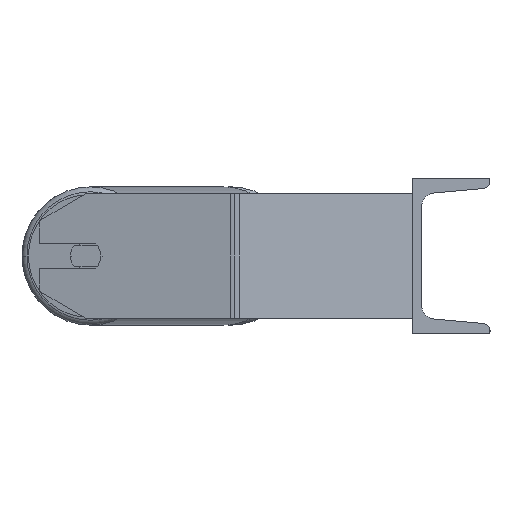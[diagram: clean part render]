
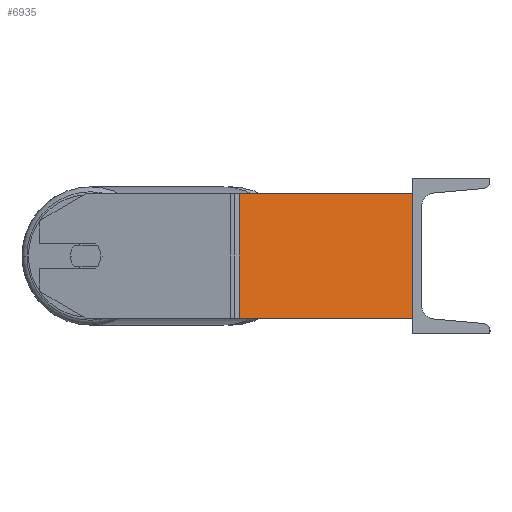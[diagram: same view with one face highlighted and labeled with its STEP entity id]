
A CAD part, left-side view. The second image highlights one B-rep face of the part: STEP entity #6935.
In plain terms, the highlighted planar face has unit normal (-0.985, -0.174, 0).
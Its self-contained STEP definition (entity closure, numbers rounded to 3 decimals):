
#211 = ORIENTED_EDGE ( 'NONE', *, *, #3321, .T. ) ;
#466 = CARTESIAN_POINT ( 'NONE',  ( -805.122, 114.118, 40. ) ) ;
#487 = CARTESIAN_POINT ( 'NONE',  ( -785., 0., -40. ) ) ;
#638 = LINE ( 'NONE', #5608, #7815 ) ;
#1159 = ORIENTED_EDGE ( 'NONE', *, *, #5920, .T. ) ;
#1298 = VERTEX_POINT ( 'NONE', #4777 ) ;
#1331 = DIRECTION ( 'NONE',  ( 0., 0., -1. ) ) ;
#1723 = VECTOR ( 'NONE', #5086, 1000. ) ;
#2320 = EDGE_CURVE ( 'NONE', #1298, #3683, #8556, .T. ) ;
#2430 = EDGE_LOOP ( 'NONE', ( #211, #6278, #5027, #1159 ) ) ;
#2522 = DIRECTION ( 'NONE',  ( 0.985, 0.174, 0. ) ) ;
#2966 = LINE ( 'NONE', #8639, #4079 ) ;
#3321 = EDGE_CURVE ( 'NONE', #8997, #3683, #2966, .T. ) ;
#3683 = VERTEX_POINT ( 'NONE', #487 ) ;
#3691 = CARTESIAN_POINT ( 'NONE',  ( -804.632, 111.339, -40. ) ) ;
#3876 = CARTESIAN_POINT ( 'NONE',  ( -804.632, 111.339, 40. ) ) ;
#3955 = FACE_OUTER_BOUND ( 'NONE', #2430, .T. ) ;
#4079 = VECTOR ( 'NONE', #5792, 1000. ) ;
#4700 = DIRECTION ( 'NONE',  ( -0.174, 0.985, 0. ) ) ;
#4777 = CARTESIAN_POINT ( 'NONE',  ( -785., 0., 40. ) ) ;
#5027 = ORIENTED_EDGE ( 'NONE', *, *, #8615, .F. ) ;
#5086 = DIRECTION ( 'NONE',  ( 0., 0., -1. ) ) ;
#5608 = CARTESIAN_POINT ( 'NONE',  ( -804.632, 111.339, 40. ) ) ;
#5792 = DIRECTION ( 'NONE',  ( 0.174, -0.985, 0. ) ) ;
#5920 = EDGE_CURVE ( 'NONE', #8360, #8997, #638, .T. ) ;
#6278 = ORIENTED_EDGE ( 'NONE', *, *, #2320, .F. ) ;
#6773 = PLANE ( 'NONE',  #8926 ) ;
#6935 = ADVANCED_FACE ( 'NONE', ( #3955 ), #6773, .F. ) ;
#7241 = LINE ( 'NONE', #8623, #7596 ) ;
#7250 = CARTESIAN_POINT ( 'NONE',  ( -785., 0., 40. ) ) ;
#7596 = VECTOR ( 'NONE', #7892, 1000. ) ;
#7815 = VECTOR ( 'NONE', #1331, 1000. ) ;
#7892 = DIRECTION ( 'NONE',  ( 0.174, -0.985, 0. ) ) ;
#8360 = VERTEX_POINT ( 'NONE', #3876 ) ;
#8556 = LINE ( 'NONE', #7250, #1723 ) ;
#8615 = EDGE_CURVE ( 'NONE', #8360, #1298, #7241, .T. ) ;
#8623 = CARTESIAN_POINT ( 'NONE',  ( -805.122, 114.118, 40. ) ) ;
#8639 = CARTESIAN_POINT ( 'NONE',  ( -805.122, 114.118, -40. ) ) ;
#8926 = AXIS2_PLACEMENT_3D ( 'NONE', #466, #2522, #4700 ) ;
#8997 = VERTEX_POINT ( 'NONE', #3691 ) ;
